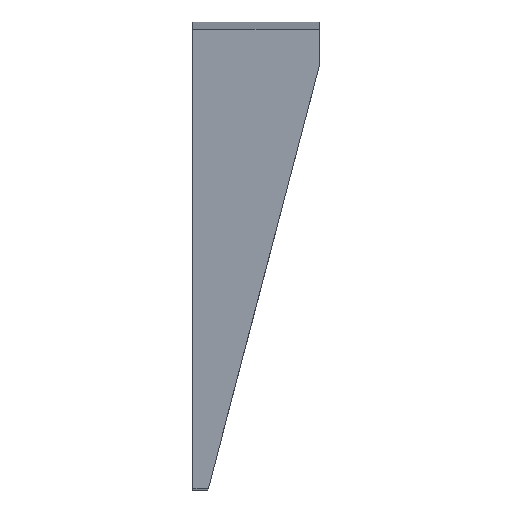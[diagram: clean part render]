
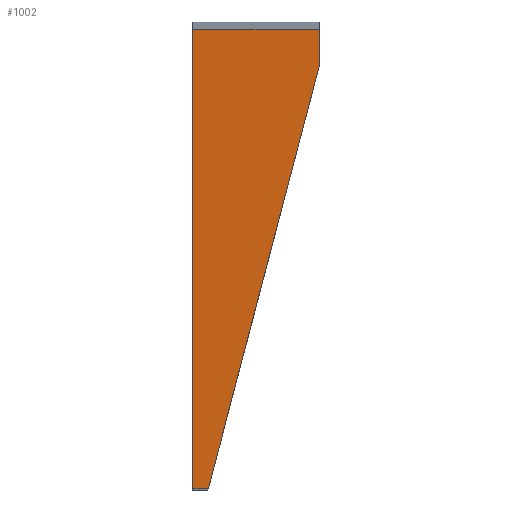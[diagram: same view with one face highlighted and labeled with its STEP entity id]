
A CAD part, left-side view. The second image highlights one B-rep face of the part: STEP entity #1002.
In plain terms, the highlighted planar face has unit normal (-0.996, 0.009, -0.087).
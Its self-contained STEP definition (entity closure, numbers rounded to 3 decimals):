
#1002 = ADVANCED_FACE( '', ( #2129 ), #2130, .T. );
#2129 = FACE_OUTER_BOUND( '', #3378, .T. );
#2130 = PLANE( '', #3379 );
#3378 = EDGE_LOOP( '', ( #6560, #6561, #6562, #6563, #6564 ) );
#3379 = AXIS2_PLACEMENT_3D( '', #6565, #6566, #6567 );
#6560 = ORIENTED_EDGE( '', *, *, #9142, .F. );
#6561 = ORIENTED_EDGE( '', *, *, #9108, .F. );
#6562 = ORIENTED_EDGE( '', *, *, #9250, .F. );
#6563 = ORIENTED_EDGE( '', *, *, #8811, .F. );
#6564 = ORIENTED_EDGE( '', *, *, #8495, .T. );
#6565 = CARTESIAN_POINT( '', ( 22.316, -12.341, -31.59 ) );
#6566 = DIRECTION( '', ( -0.996, 0.009, -0.087 ) );
#6567 = DIRECTION( '', ( -0.087, 0., 0.996 ) );
#8495 = EDGE_CURVE( '', #10609, #10607, #10610, .T. );
#8811 = EDGE_CURVE( '', #10609, #11081, #11082, .T. );
#9108 = EDGE_CURVE( '', #11484, #11486, #11487, .T. );
#9142 = EDGE_CURVE( '', #11486, #10607, #11530, .T. );
#9250 = EDGE_CURVE( '', #11081, #11484, #11665, .T. );
#10607 = VERTEX_POINT( '', #13577 );
#10609 = VERTEX_POINT( '', #13580 );
#10610 = LINE( '', #13581, #13582 );
#11081 = VERTEX_POINT( '', #14299 );
#11082 = LINE( '', #14300, #14301 );
#11484 = VERTEX_POINT( '', #14911 );
#11486 = VERTEX_POINT( '', #14914 );
#11487 = LINE( '', #14915, #14916 );
#11530 = LINE( '', #14977, #14978 );
#11665 = LINE( '', #15185, #15186 );
#13577 = CARTESIAN_POINT( '', ( 22.263, -6.346, -30.383 ) );
#13580 = CARTESIAN_POINT( '', ( 22.27, -5.5, -30.382 ) );
#13581 = CARTESIAN_POINT( '', ( 22.271, -5.493, -30.382 ) );
#13582 = VECTOR( '', #16150, 1000. );
#14299 = CARTESIAN_POINT( '', ( 20.096, -5.5, -5.525 ) );
#14300 = CARTESIAN_POINT( '', ( 22.376, -5.5, -31.585 ) );
#14301 = VECTOR( '', #16406, 1000. );
#14911 = CARTESIAN_POINT( '', ( 20.036, -12.341, -5.53 ) );
#14914 = CARTESIAN_POINT( '', ( 20.211, -12.341, -7.53 ) );
#14915 = CARTESIAN_POINT( '', ( 22.316, -12.341, -31.59 ) );
#14916 = VECTOR( '', #16622, 1000. );
#14977 = CARTESIAN_POINT( '', ( 22.233, -6.434, -30.048 ) );
#14978 = VECTOR( '', #16653, 1000. );
#15185 = CARTESIAN_POINT( '', ( 20.036, -12.341, -5.53 ) );
#15186 = VECTOR( '', #16726, 1000. );
#16150 = DIRECTION( '', ( -0.009, -1., -0.001 ) );
#16406 = DIRECTION( '', ( -0.087, 0., 0.996 ) );
#16622 = DIRECTION( '', ( 0.087, 0., -0.996 ) );
#16653 = DIRECTION( '', ( 0.087, 0.253, -0.964 ) );
#16726 = DIRECTION( '', ( -0.009, -1., -0.001 ) );
